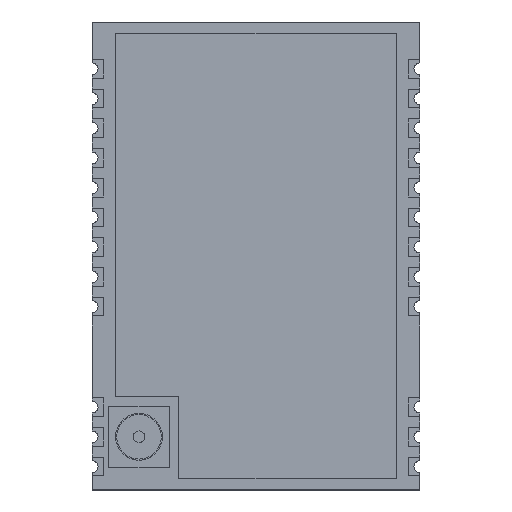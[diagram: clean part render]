
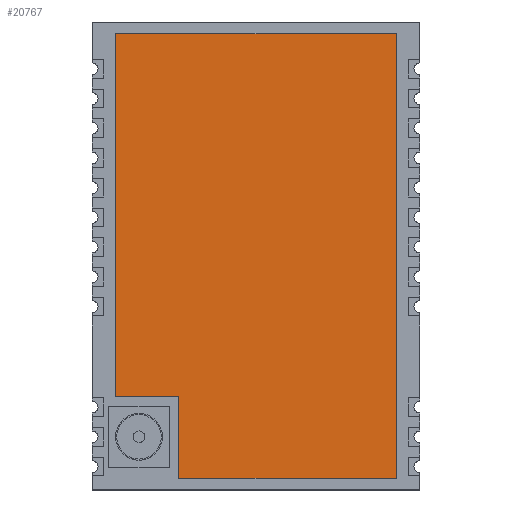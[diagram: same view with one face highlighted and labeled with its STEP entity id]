
A CAD part, top view. The second image highlights one B-rep face of the part: STEP entity #20767.
In plain terms, the highlighted planar face has unit normal (0, 0, 1).
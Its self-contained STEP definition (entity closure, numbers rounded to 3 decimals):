
#5555 = PLANE('',#5556);
#5556 = AXIS2_PLACEMENT_3D('',#5557,#5558,#5559);
#5557 = CARTESIAN_POINT('',(-6.,19.5,0.4));
#5558 = DIRECTION('',(0.,1.,0.));
#5559 = DIRECTION('',(1.,0.,0.));
#5583 = PLANE('',#5584);
#5584 = AXIS2_PLACEMENT_3D('',#5585,#5586,#5587);
#5585 = CARTESIAN_POINT('',(-6.,4.,0.4));
#5586 = DIRECTION('',(-1.,0.,0.));
#5587 = DIRECTION('',(0.,1.,0.));
#5611 = PLANE('',#5612);
#5612 = AXIS2_PLACEMENT_3D('',#5613,#5614,#5615);
#5613 = CARTESIAN_POINT('',(-6.,4.,0.4));
#5614 = DIRECTION('',(0.,1.,0.));
#5615 = DIRECTION('',(1.,0.,0.));
#5639 = PLANE('',#5640);
#5640 = AXIS2_PLACEMENT_3D('',#5641,#5642,#5643);
#5641 = CARTESIAN_POINT('',(-3.3,4.,0.4));
#5642 = DIRECTION('',(1.,0.,0.));
#5643 = DIRECTION('',(0.,-1.,0.));
#5667 = PLANE('',#5668);
#5668 = AXIS2_PLACEMENT_3D('',#5669,#5670,#5671);
#5669 = CARTESIAN_POINT('',(-3.3,0.5,0.4));
#5670 = DIRECTION('',(0.,1.,0.));
#5671 = DIRECTION('',(1.,0.,0.));
#5693 = PLANE('',#5694);
#5694 = AXIS2_PLACEMENT_3D('',#5695,#5696,#5697);
#5695 = CARTESIAN_POINT('',(6.,19.5,0.4));
#5696 = DIRECTION('',(1.,0.,0.));
#5697 = DIRECTION('',(0.,-1.,0.));
#14227 = VERTEX_POINT('',#14228);
#14228 = CARTESIAN_POINT('',(-6.,19.5,2.91));
#14249 = EDGE_CURVE('',#14227,#14250,#14252,.T.);
#14250 = VERTEX_POINT('',#14251);
#14251 = CARTESIAN_POINT('',(6.,19.5,2.91));
#14252 = SURFACE_CURVE('',#14253,(#14257,#14264),.PCURVE_S1.);
#14253 = LINE('',#14254,#14255);
#14254 = CARTESIAN_POINT('',(-6.,19.5,2.91));
#14255 = VECTOR('',#14256,1.);
#14256 = DIRECTION('',(1.,0.,0.));
#14257 = PCURVE('',#5555,#14258);
#14258 = DEFINITIONAL_REPRESENTATION('',(#14259),#14263);
#14259 = LINE('',#14260,#14261);
#14260 = CARTESIAN_POINT('',(0.,-2.51));
#14261 = VECTOR('',#14262,1.);
#14262 = DIRECTION('',(1.,0.));
#14263 = ( GEOMETRIC_REPRESENTATION_CONTEXT(2) 
PARAMETRIC_REPRESENTATION_CONTEXT() REPRESENTATION_CONTEXT('2D SPACE',''
  ) );
#14264 = PCURVE('',#14265,#14270);
#14265 = PLANE('',#14266);
#14266 = AXIS2_PLACEMENT_3D('',#14267,#14268,#14269);
#14267 = CARTESIAN_POINT('',(0.152,10.152,2.91));
#14268 = DIRECTION('',(-0.,-0.,-1.));
#14269 = DIRECTION('',(-1.,0.,0.));
#14270 = DEFINITIONAL_REPRESENTATION('',(#14271),#14275);
#14271 = LINE('',#14272,#14273);
#14272 = CARTESIAN_POINT('',(6.152,9.348));
#14273 = VECTOR('',#14274,1.);
#14274 = DIRECTION('',(-1.,0.));
#14275 = ( GEOMETRIC_REPRESENTATION_CONTEXT(2) 
PARAMETRIC_REPRESENTATION_CONTEXT() REPRESENTATION_CONTEXT('2D SPACE',''
  ) );
#14303 = EDGE_CURVE('',#14250,#14304,#14306,.T.);
#14304 = VERTEX_POINT('',#14305);
#14305 = CARTESIAN_POINT('',(6.,0.5,2.91));
#14306 = SURFACE_CURVE('',#14307,(#14311,#14318),.PCURVE_S1.);
#14307 = LINE('',#14308,#14309);
#14308 = CARTESIAN_POINT('',(6.,19.5,2.91));
#14309 = VECTOR('',#14310,1.);
#14310 = DIRECTION('',(0.,-1.,0.));
#14311 = PCURVE('',#5693,#14312);
#14312 = DEFINITIONAL_REPRESENTATION('',(#14313),#14317);
#14313 = LINE('',#14314,#14315);
#14314 = CARTESIAN_POINT('',(0.,-2.51));
#14315 = VECTOR('',#14316,1.);
#14316 = DIRECTION('',(1.,0.));
#14317 = ( GEOMETRIC_REPRESENTATION_CONTEXT(2) 
PARAMETRIC_REPRESENTATION_CONTEXT() REPRESENTATION_CONTEXT('2D SPACE',''
  ) );
#14318 = PCURVE('',#14265,#14319);
#14319 = DEFINITIONAL_REPRESENTATION('',(#14320),#14324);
#14320 = LINE('',#14321,#14322);
#14321 = CARTESIAN_POINT('',(-5.848,9.348));
#14322 = VECTOR('',#14323,1.);
#14323 = DIRECTION('',(0.,-1.));
#14324 = ( GEOMETRIC_REPRESENTATION_CONTEXT(2) 
PARAMETRIC_REPRESENTATION_CONTEXT() REPRESENTATION_CONTEXT('2D SPACE',''
  ) );
#14352 = VERTEX_POINT('',#14353);
#14353 = CARTESIAN_POINT('',(-3.3,0.5,2.91));
#14374 = EDGE_CURVE('',#14352,#14304,#14375,.T.);
#14375 = SURFACE_CURVE('',#14376,(#14380,#14387),.PCURVE_S1.);
#14376 = LINE('',#14377,#14378);
#14377 = CARTESIAN_POINT('',(-3.3,0.5,2.91));
#14378 = VECTOR('',#14379,1.);
#14379 = DIRECTION('',(1.,0.,0.));
#14380 = PCURVE('',#5667,#14381);
#14381 = DEFINITIONAL_REPRESENTATION('',(#14382),#14386);
#14382 = LINE('',#14383,#14384);
#14383 = CARTESIAN_POINT('',(0.,-2.51));
#14384 = VECTOR('',#14385,1.);
#14385 = DIRECTION('',(1.,0.));
#14386 = ( GEOMETRIC_REPRESENTATION_CONTEXT(2) 
PARAMETRIC_REPRESENTATION_CONTEXT() REPRESENTATION_CONTEXT('2D SPACE',''
  ) );
#14387 = PCURVE('',#14265,#14388);
#14388 = DEFINITIONAL_REPRESENTATION('',(#14389),#14393);
#14389 = LINE('',#14390,#14391);
#14390 = CARTESIAN_POINT('',(3.452,-9.652));
#14391 = VECTOR('',#14392,1.);
#14392 = DIRECTION('',(-1.,0.));
#14393 = ( GEOMETRIC_REPRESENTATION_CONTEXT(2) 
PARAMETRIC_REPRESENTATION_CONTEXT() REPRESENTATION_CONTEXT('2D SPACE',''
  ) );
#14401 = VERTEX_POINT('',#14402);
#14402 = CARTESIAN_POINT('',(-3.3,4.,2.91));
#14423 = EDGE_CURVE('',#14401,#14352,#14424,.T.);
#14424 = SURFACE_CURVE('',#14425,(#14429,#14436),.PCURVE_S1.);
#14425 = LINE('',#14426,#14427);
#14426 = CARTESIAN_POINT('',(-3.3,4.,2.91));
#14427 = VECTOR('',#14428,1.);
#14428 = DIRECTION('',(0.,-1.,0.));
#14429 = PCURVE('',#5639,#14430);
#14430 = DEFINITIONAL_REPRESENTATION('',(#14431),#14435);
#14431 = LINE('',#14432,#14433);
#14432 = CARTESIAN_POINT('',(0.,-2.51));
#14433 = VECTOR('',#14434,1.);
#14434 = DIRECTION('',(1.,0.));
#14435 = ( GEOMETRIC_REPRESENTATION_CONTEXT(2) 
PARAMETRIC_REPRESENTATION_CONTEXT() REPRESENTATION_CONTEXT('2D SPACE',''
  ) );
#14436 = PCURVE('',#14265,#14437);
#14437 = DEFINITIONAL_REPRESENTATION('',(#14438),#14442);
#14438 = LINE('',#14439,#14440);
#14439 = CARTESIAN_POINT('',(3.452,-6.152));
#14440 = VECTOR('',#14441,1.);
#14441 = DIRECTION('',(0.,-1.));
#14442 = ( GEOMETRIC_REPRESENTATION_CONTEXT(2) 
PARAMETRIC_REPRESENTATION_CONTEXT() REPRESENTATION_CONTEXT('2D SPACE',''
  ) );
#14450 = VERTEX_POINT('',#14451);
#14451 = CARTESIAN_POINT('',(-6.,4.,2.91));
#14472 = EDGE_CURVE('',#14450,#14401,#14473,.T.);
#14473 = SURFACE_CURVE('',#14474,(#14478,#14485),.PCURVE_S1.);
#14474 = LINE('',#14475,#14476);
#14475 = CARTESIAN_POINT('',(-6.,4.,2.91));
#14476 = VECTOR('',#14477,1.);
#14477 = DIRECTION('',(1.,0.,0.));
#14478 = PCURVE('',#5611,#14479);
#14479 = DEFINITIONAL_REPRESENTATION('',(#14480),#14484);
#14480 = LINE('',#14481,#14482);
#14481 = CARTESIAN_POINT('',(0.,-2.51));
#14482 = VECTOR('',#14483,1.);
#14483 = DIRECTION('',(1.,0.));
#14484 = ( GEOMETRIC_REPRESENTATION_CONTEXT(2) 
PARAMETRIC_REPRESENTATION_CONTEXT() REPRESENTATION_CONTEXT('2D SPACE',''
  ) );
#14485 = PCURVE('',#14265,#14486);
#14486 = DEFINITIONAL_REPRESENTATION('',(#14487),#14491);
#14487 = LINE('',#14488,#14489);
#14488 = CARTESIAN_POINT('',(6.152,-6.152));
#14489 = VECTOR('',#14490,1.);
#14490 = DIRECTION('',(-1.,0.));
#14491 = ( GEOMETRIC_REPRESENTATION_CONTEXT(2) 
PARAMETRIC_REPRESENTATION_CONTEXT() REPRESENTATION_CONTEXT('2D SPACE',''
  ) );
#14499 = EDGE_CURVE('',#14450,#14227,#14500,.T.);
#14500 = SURFACE_CURVE('',#14501,(#14505,#14512),.PCURVE_S1.);
#14501 = LINE('',#14502,#14503);
#14502 = CARTESIAN_POINT('',(-6.,4.,2.91));
#14503 = VECTOR('',#14504,1.);
#14504 = DIRECTION('',(0.,1.,0.));
#14505 = PCURVE('',#5583,#14506);
#14506 = DEFINITIONAL_REPRESENTATION('',(#14507),#14511);
#14507 = LINE('',#14508,#14509);
#14508 = CARTESIAN_POINT('',(0.,-2.51));
#14509 = VECTOR('',#14510,1.);
#14510 = DIRECTION('',(1.,0.));
#14511 = ( GEOMETRIC_REPRESENTATION_CONTEXT(2) 
PARAMETRIC_REPRESENTATION_CONTEXT() REPRESENTATION_CONTEXT('2D SPACE',''
  ) );
#14512 = PCURVE('',#14265,#14513);
#14513 = DEFINITIONAL_REPRESENTATION('',(#14514),#14518);
#14514 = LINE('',#14515,#14516);
#14515 = CARTESIAN_POINT('',(6.152,-6.152));
#14516 = VECTOR('',#14517,1.);
#14517 = DIRECTION('',(0.,1.));
#14518 = ( GEOMETRIC_REPRESENTATION_CONTEXT(2) 
PARAMETRIC_REPRESENTATION_CONTEXT() REPRESENTATION_CONTEXT('2D SPACE',''
  ) );
#20767 = ADVANCED_FACE('',(#20768),#14265,.F.);
#20768 = FACE_BOUND('',#20769,.F.);
#20769 = EDGE_LOOP('',(#20770,#20771,#20772,#20773,#20774,#20775));
#20770 = ORIENTED_EDGE('',*,*,#14249,.T.);
#20771 = ORIENTED_EDGE('',*,*,#14303,.T.);
#20772 = ORIENTED_EDGE('',*,*,#14374,.F.);
#20773 = ORIENTED_EDGE('',*,*,#14423,.F.);
#20774 = ORIENTED_EDGE('',*,*,#14472,.F.);
#20775 = ORIENTED_EDGE('',*,*,#14499,.T.);
